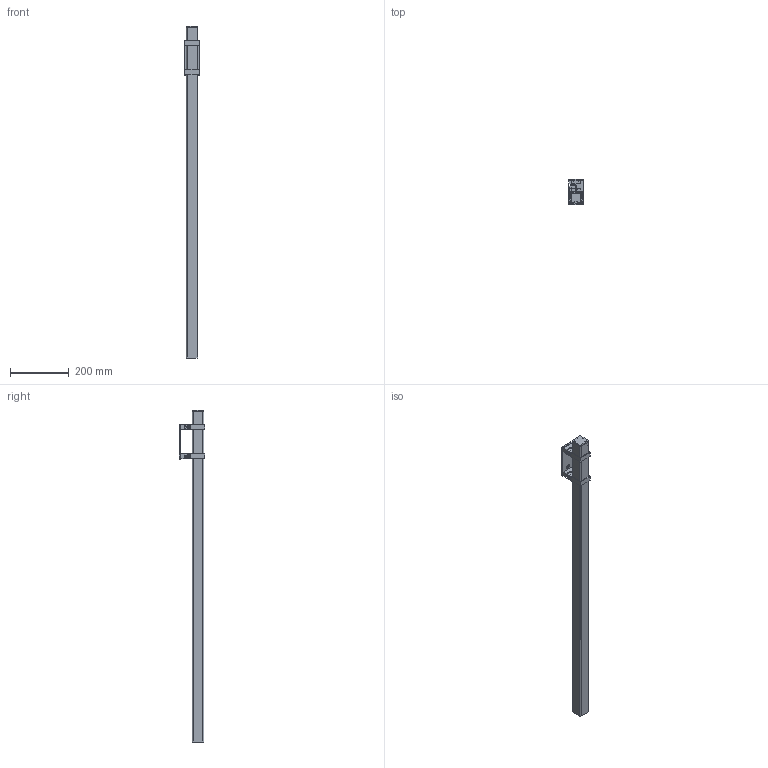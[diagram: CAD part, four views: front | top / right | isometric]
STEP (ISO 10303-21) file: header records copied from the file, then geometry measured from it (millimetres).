
FILE_DESCRIPTION (( 'STEP AP203' ), '1' );
FILE_NAME ('AJP_VER-BR100-FLEX.STEP', '2022-04-07T09:45:31', ( '' ), ( '' ), 'SwSTEP 2.0', 'SolidWorks 2019', '' );
FILE_SCHEMA (( 'CONFIG_CONTROL_DESIGN' ));
Length unit declared in the file: millimetre
Products named in the file (11): rura; DIN 912_M8x30_A2-70.STEP; A6_40-120x50.P1.STEP; A-4732-040; A-3507-040_skupina.STEP; A6_40-120x50_skupina; A6_40-120x50.STEP; A_3507_040_V_choz_.STEP; A-3507-040_skupina-1.STEP; DIN 7991_M8x16_A2-70.STEP; AJP_VER-BR100-FLEX
Assembly tree (15 placements, depth 5):
  AJP_VER-BR100-FLEX
    rura
    A-4732-040
    A6_40-120x50_skupina
      A6_40-120x50.STEP
        A-3507-040_skupina.STEP
          A_3507_040_V_choz_.STEP
          DIN 912_M8x30_A2-70.STEP
        A-3507-040_skupina-1.STEP
          A_3507_040_V_choz_.STEP
          DIN 912_M8x30_A2-70.STEP
        A6_40-120x50.P1.STEP
        DIN 7991_M8x16_A2-70.STEP  x4
Bounding box: 50 x 88.5 x 1133 mm (x, y, z)
Volume: 435063.6 mm3; surface area: 392488 mm2
Topology: 11 solids, 11 shells, 445 faces, 1028 edges, 606 vertices
Faces by surface type: plane 219, cylinder 114, cone 100, torus 12
Entity records: 8889 total; most frequent: CARTESIAN_POINT 1548, DIRECTION 1344, ORIENTED_EDGE 1204, EDGE_CURVE 602, AXIS2_PLACEMENT_3D 484, LINE 376, VECTOR 376, VERTEX_POINT 374
